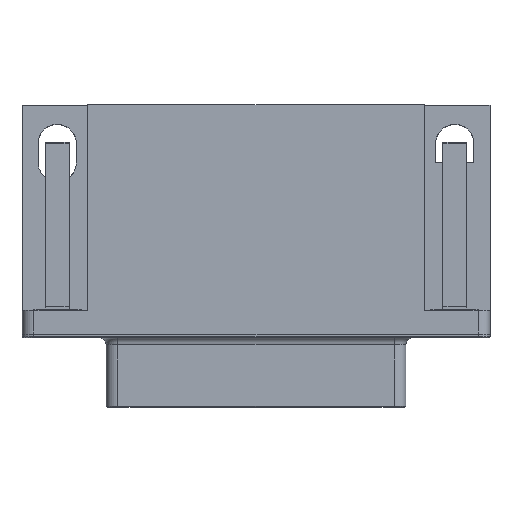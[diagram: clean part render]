
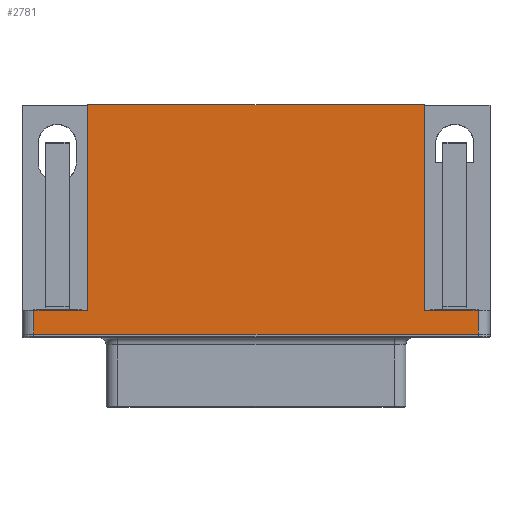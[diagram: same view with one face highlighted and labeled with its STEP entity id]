
A CAD part, top view. The second image highlights one B-rep face of the part: STEP entity #2781.
In plain terms, the highlighted planar face has unit normal (0, 0, 1).
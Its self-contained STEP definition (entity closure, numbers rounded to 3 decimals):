
#2510 = VERTEX_POINT('',#2511);
#2511 = CARTESIAN_POINT('',(-8.905,-17.4,12.5));
#2542 = EDGE_CURVE('',#2543,#2510,#2545,.T.);
#2543 = VERTEX_POINT('',#2544);
#2544 = CARTESIAN_POINT('',(28.295,-17.4,12.5));
#2545 = LINE('',#2546,#2547);
#2546 = CARTESIAN_POINT('',(29.295,-17.4,12.5));
#2547 = VECTOR('',#2548,1.);
#2548 = DIRECTION('',(-1.,0.,0.));
#2753 = EDGE_CURVE('',#2510,#2754,#2756,.T.);
#2754 = VERTEX_POINT('',#2755);
#2755 = CARTESIAN_POINT('',(-8.905,-15.4,12.5));
#2756 = LINE('',#2757,#2758);
#2757 = CARTESIAN_POINT('',(-8.905,-17.4,12.5));
#2758 = VECTOR('',#2759,1.);
#2759 = DIRECTION('',(0.,1.,0.));
#2781 = ADVANCED_FACE('',(#2782),#2832,.T.);
#2782 = FACE_BOUND('',#2783,.T.);
#2783 = EDGE_LOOP('',(#2784,#2785,#2793,#2801,#2809,#2817,#2825,#2831));
#2784 = ORIENTED_EDGE('',*,*,#2542,.F.);
#2785 = ORIENTED_EDGE('',*,*,#2786,.T.);
#2786 = EDGE_CURVE('',#2543,#2787,#2789,.T.);
#2787 = VERTEX_POINT('',#2788);
#2788 = CARTESIAN_POINT('',(28.295,-15.4,12.5));
#2789 = LINE('',#2790,#2791);
#2790 = CARTESIAN_POINT('',(28.295,-17.4,12.5));
#2791 = VECTOR('',#2792,1.);
#2792 = DIRECTION('',(0.,1.,0.));
#2793 = ORIENTED_EDGE('',*,*,#2794,.F.);
#2794 = EDGE_CURVE('',#2795,#2787,#2797,.T.);
#2795 = VERTEX_POINT('',#2796);
#2796 = CARTESIAN_POINT('',(23.795,-15.4,12.5));
#2797 = LINE('',#2798,#2799);
#2798 = CARTESIAN_POINT('',(28.295,-15.4,12.5));
#2799 = VECTOR('',#2800,1.);
#2800 = DIRECTION('',(1.,0.,0.));
#2801 = ORIENTED_EDGE('',*,*,#2802,.F.);
#2802 = EDGE_CURVE('',#2803,#2795,#2805,.T.);
#2803 = VERTEX_POINT('',#2804);
#2804 = CARTESIAN_POINT('',(23.795,1.8,12.5));
#2805 = LINE('',#2806,#2807);
#2806 = CARTESIAN_POINT('',(23.795,-16.4,12.5));
#2807 = VECTOR('',#2808,1.);
#2808 = DIRECTION('',(0.,-1.,0.));
#2809 = ORIENTED_EDGE('',*,*,#2810,.T.);
#2810 = EDGE_CURVE('',#2803,#2811,#2813,.T.);
#2811 = VERTEX_POINT('',#2812);
#2812 = CARTESIAN_POINT('',(-4.405,1.8,12.5));
#2813 = LINE('',#2814,#2815);
#2814 = CARTESIAN_POINT('',(29.295,1.8,12.5));
#2815 = VECTOR('',#2816,1.);
#2816 = DIRECTION('',(-1.,0.,0.));
#2817 = ORIENTED_EDGE('',*,*,#2818,.F.);
#2818 = EDGE_CURVE('',#2819,#2811,#2821,.T.);
#2819 = VERTEX_POINT('',#2820);
#2820 = CARTESIAN_POINT('',(-4.405,-15.4,12.5));
#2821 = LINE('',#2822,#2823);
#2822 = CARTESIAN_POINT('',(-4.405,-16.4,12.5));
#2823 = VECTOR('',#2824,1.);
#2824 = DIRECTION('',(0.,1.,0.));
#2825 = ORIENTED_EDGE('',*,*,#2826,.F.);
#2826 = EDGE_CURVE('',#2754,#2819,#2827,.T.);
#2827 = LINE('',#2828,#2829);
#2828 = CARTESIAN_POINT('',(10.695,-15.4,12.5));
#2829 = VECTOR('',#2830,1.);
#2830 = DIRECTION('',(1.,0.,0.));
#2831 = ORIENTED_EDGE('',*,*,#2753,.F.);
#2832 = PLANE('',#2833);
#2833 = AXIS2_PLACEMENT_3D('',#2834,#2835,#2836);
#2834 = CARTESIAN_POINT('',(29.295,-17.4,12.5));
#2835 = DIRECTION('',(0.,0.,1.));
#2836 = DIRECTION('',(-1.,0.,0.));
